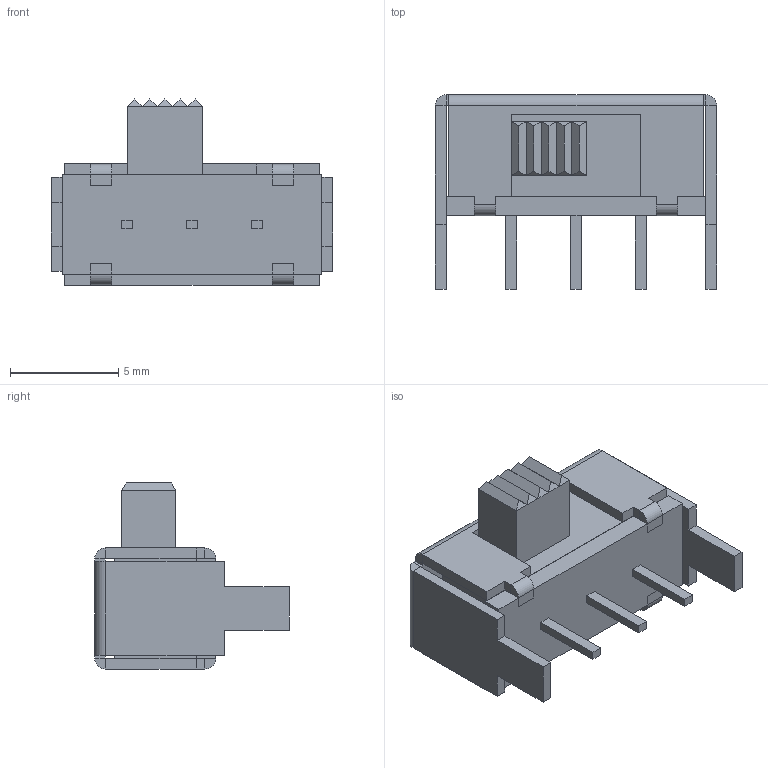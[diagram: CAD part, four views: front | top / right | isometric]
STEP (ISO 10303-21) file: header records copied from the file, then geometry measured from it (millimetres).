
FILE_DESCRIPTION (( 'STEP AP214' ), '1' );
FILE_NAME ('EG1206.STEP', '2023-03-07T01:11:14', ( '' ), ( '' ), 'SwSTEP 2.0', 'SolidWorks 2021', '' );
FILE_SCHEMA (( 'AUTOMOTIVE_DESIGN' ));
Length unit declared in the file: millimetre
Products named in the file (1): EG1206
Bounding box: 13 x 9 x 8.6 mm (x, y, z)
Volume: 358.8 mm3; surface area: 876.3 mm2
Topology: 6 solids, 6 shells, 176 faces, 405 edges, 242 vertices
Faces by surface type: plane 160, cylinder 16
Entity records: 4868 total; most frequent: CARTESIAN_POINT 824, ORIENTED_EDGE 810, DIRECTION 791, EDGE_CURVE 405, VECTOR 373, LINE 373, VERTEX_POINT 242, AXIS2_PLACEMENT_3D 209
